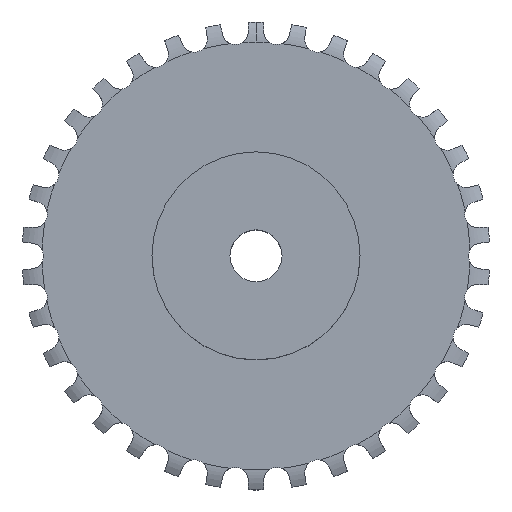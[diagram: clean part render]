
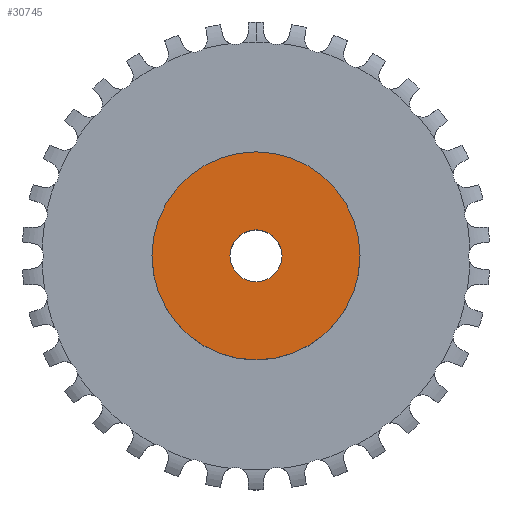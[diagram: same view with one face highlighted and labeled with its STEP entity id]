
A CAD part, top view. The second image highlights one B-rep face of the part: STEP entity #30745.
In plain terms, the highlighted planar face has unit normal (0, 0, 1).
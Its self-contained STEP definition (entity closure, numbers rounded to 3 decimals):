
#8937 = CYLINDRICAL_SURFACE('',#8938,20.);
#8938 = AXIS2_PLACEMENT_3D('',#8939,#8940,#8941);
#8939 = CARTESIAN_POINT('',(0.,0.,0.));
#8940 = DIRECTION('',(-0.,-0.,-1.));
#8941 = DIRECTION('',(1.,0.,0.));
#24788 = CYLINDRICAL_SURFACE('',#24789,5.);
#24789 = AXIS2_PLACEMENT_3D('',#24790,#24791,#24792);
#24790 = CARTESIAN_POINT('',(0.,0.,129.54));
#24791 = DIRECTION('',(0.,0.,1.));
#24792 = DIRECTION('',(1.,0.,-0.));
#28633 = VERTEX_POINT('',#28634);
#28634 = CARTESIAN_POINT('',(20.,0.,16.));
#28655 = EDGE_CURVE('',#28633,#28633,#28656,.T.);
#28656 = SURFACE_CURVE('',#28657,(#28662,#28669),.PCURVE_S1.);
#28657 = CIRCLE('',#28658,20.);
#28658 = AXIS2_PLACEMENT_3D('',#28659,#28660,#28661);
#28659 = CARTESIAN_POINT('',(0.,0.,16.));
#28660 = DIRECTION('',(0.,0.,1.));
#28661 = DIRECTION('',(1.,0.,0.));
#28662 = PCURVE('',#8937,#28663);
#28663 = DEFINITIONAL_REPRESENTATION('',(#28664),#28668);
#28664 = LINE('',#28665,#28666);
#28665 = CARTESIAN_POINT('',(-0.,-16.));
#28666 = VECTOR('',#28667,1.);
#28667 = DIRECTION('',(-1.,0.));
#28668 = ( GEOMETRIC_REPRESENTATION_CONTEXT(2) 
PARAMETRIC_REPRESENTATION_CONTEXT() REPRESENTATION_CONTEXT('2D SPACE',''
  ) );
#28669 = PCURVE('',#28670,#28675);
#28670 = PLANE('',#28671);
#28671 = AXIS2_PLACEMENT_3D('',#28672,#28673,#28674);
#28672 = CARTESIAN_POINT('',(0.,0.,16.));
#28673 = DIRECTION('',(-0.,0.,1.));
#28674 = DIRECTION('',(0.,-1.,0.));
#28675 = DEFINITIONAL_REPRESENTATION('',(#28676),#28680);
#28676 = CIRCLE('',#28677,20.);
#28677 = AXIS2_PLACEMENT_2D('',#28678,#28679);
#28678 = CARTESIAN_POINT('',(0.,0.));
#28679 = DIRECTION('',(0.,1.));
#28680 = ( GEOMETRIC_REPRESENTATION_CONTEXT(2) 
PARAMETRIC_REPRESENTATION_CONTEXT() REPRESENTATION_CONTEXT('2D SPACE',''
  ) );
#30699 = EDGE_CURVE('',#30700,#30700,#30702,.T.);
#30700 = VERTEX_POINT('',#30701);
#30701 = CARTESIAN_POINT('',(5.,0.,16.));
#30702 = SURFACE_CURVE('',#30703,(#30708,#30715),.PCURVE_S1.);
#30703 = CIRCLE('',#30704,5.);
#30704 = AXIS2_PLACEMENT_3D('',#30705,#30706,#30707);
#30705 = CARTESIAN_POINT('',(0.,0.,16.));
#30706 = DIRECTION('',(0.,0.,1.));
#30707 = DIRECTION('',(1.,0.,-0.));
#30708 = PCURVE('',#24788,#30709);
#30709 = DEFINITIONAL_REPRESENTATION('',(#30710),#30714);
#30710 = LINE('',#30711,#30712);
#30711 = CARTESIAN_POINT('',(0.,-113.54));
#30712 = VECTOR('',#30713,1.);
#30713 = DIRECTION('',(1.,0.));
#30714 = ( GEOMETRIC_REPRESENTATION_CONTEXT(2) 
PARAMETRIC_REPRESENTATION_CONTEXT() REPRESENTATION_CONTEXT('2D SPACE',''
  ) );
#30715 = PCURVE('',#28670,#30716);
#30716 = DEFINITIONAL_REPRESENTATION('',(#30717),#30721);
#30717 = CIRCLE('',#30718,5.);
#30718 = AXIS2_PLACEMENT_2D('',#30719,#30720);
#30719 = CARTESIAN_POINT('',(0.,0.));
#30720 = DIRECTION('',(0.,1.));
#30721 = ( GEOMETRIC_REPRESENTATION_CONTEXT(2) 
PARAMETRIC_REPRESENTATION_CONTEXT() REPRESENTATION_CONTEXT('2D SPACE',''
  ) );
#30745 = ADVANCED_FACE('',(#30746,#30749),#28670,.T.);
#30746 = FACE_BOUND('',#30747,.T.);
#30747 = EDGE_LOOP('',(#30748));
#30748 = ORIENTED_EDGE('',*,*,#28655,.T.);
#30749 = FACE_BOUND('',#30750,.T.);
#30750 = EDGE_LOOP('',(#30751));
#30751 = ORIENTED_EDGE('',*,*,#30699,.F.);
